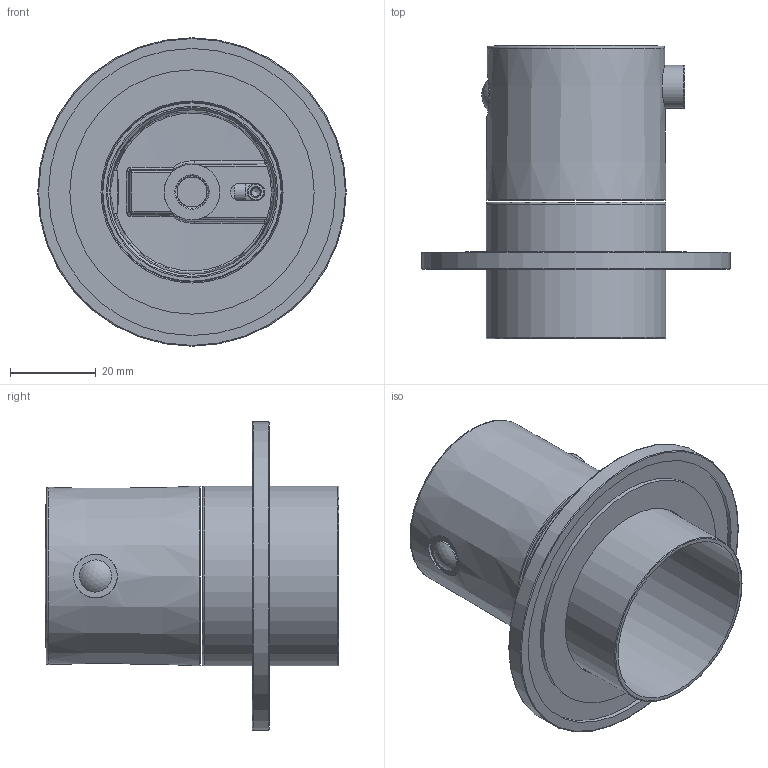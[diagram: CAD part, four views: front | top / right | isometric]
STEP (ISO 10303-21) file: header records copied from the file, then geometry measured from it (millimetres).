
FILE_DESCRIPTION(/* description */ ('Unknown'),/* implementation_level */ '2;1');
FILE_NAME(/* name */ 'CB7001h-v',/* time_stamp */ '2020-03-20T17:22:46+01:00',/* author */ ('Unknown'),/* organization */ ('Unknown'),/* preprocessor_version */ 'ST-DEVELOPER v16.7',/* originating_system */ 'DEX',/* authorisation */ $);
FILE_SCHEMA (('AUTOMOTIVE_DESIGN {1 0 10303 214 3 1 1}'));
Length unit declared in the file: millimetre
Products named in the file (11): CB7001EXT; 100.000.01.10T.70C_8; 100.000.01.10T.70C_9; 100.000.01.10T.70C_10; 100.000.01.10T.70C_11; 100.000.01.10T.70C_12; 100.000.01.10T.70C_13; 100.000.01.10T.70C_14; 100.000.01.10T.70C_15; 100.000.01.10T.70C_16; 100.000.01.10T.70C_17
Assembly tree (10 placements, depth 2):
  CB7001EXT
    100.000.01.10T.70C_8
    100.000.01.10T.70C_9
    100.000.01.10T.70C_10
    100.000.01.10T.70C_11
    100.000.01.10T.70C_12
    100.000.01.10T.70C_13
    100.000.01.10T.70C_14
    100.000.01.10T.70C_15
    100.000.01.10T.70C_16
    100.000.01.10T.70C_17
Bounding box: 72 x 68.53 x 72 mm (x, y, z)
Volume: 28945.2 mm3; surface area: 31090.4 mm2
Topology: 9 solids, 9 shells, 395 faces, 961 edges, 607 vertices
Faces by surface type: plane 208, cylinder 59, cone 52, bspline 47, torus 22, sphere 7
Full cylindrical faces by diameter (mm): 2 x1, 2.459 x1, 3 x1, 3.2 x1, 4 x1, 4.134 x1, 4.5 x1, 5 x7, 5.2 x1, 7 x1, 7.5 x2, 10 x2, 10.2 x2, 40 x1, 42 x1, 42.5 x2, 44.8 x1, 57 x1, 67 x1, 72 x1
Entity records: 12896 total; most frequent: CARTESIAN_POINT 3048, ORIENTED_EDGE 1708, DIRECTION 1659, EDGE_CURVE 854, AXIS2_PLACEMENT_3D 611, VERTEX_POINT 579, FACE_BOUND 507, EDGE_LOOP 503
